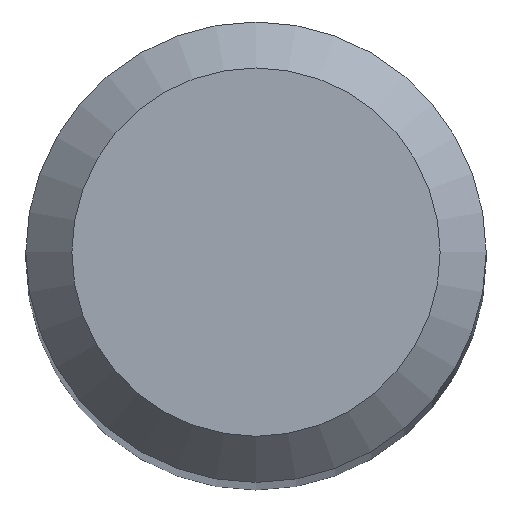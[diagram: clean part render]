
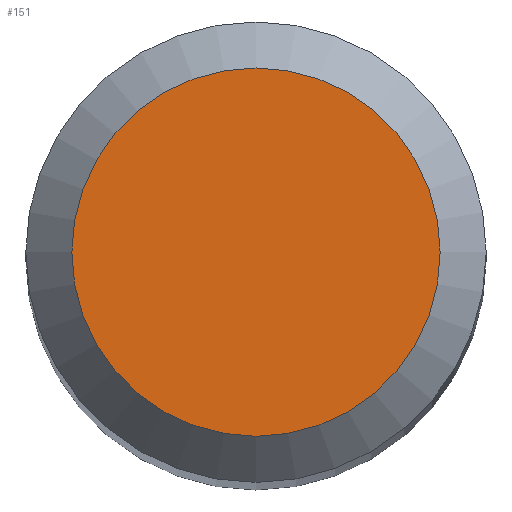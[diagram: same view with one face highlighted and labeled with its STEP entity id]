
A CAD part, top view. The second image highlights one B-rep face of the part: STEP entity #151.
In plain terms, the highlighted planar face has unit normal (0, 0, 1).
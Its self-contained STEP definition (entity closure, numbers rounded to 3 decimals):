
#14 = DIRECTION ( 'NONE',  ( 0., 0., 1. ) ) ;
#25 = EDGE_LOOP ( 'NONE', ( #178 ) ) ;
#38 = CARTESIAN_POINT ( 'NONE',  ( 1.2, 0., 38. ) ) ;
#42 = VERTEX_POINT ( 'NONE', #38 ) ;
#54 = DIRECTION ( 'NONE',  ( 0., 0., -1. ) ) ;
#69 = AXIS2_PLACEMENT_3D ( 'NONE', #97, #14, #245 ) ;
#77 = PLANE ( 'NONE',  #96 ) ;
#96 = AXIS2_PLACEMENT_3D ( 'NONE', #220, #54, #241 ) ;
#97 = CARTESIAN_POINT ( 'NONE',  ( 0., 0., 38. ) ) ;
#99 = EDGE_CURVE ( 'NONE', #42, #42, #158, .T. ) ;
#143 = FACE_OUTER_BOUND ( 'NONE', #25, .T. ) ;
#151 = ADVANCED_FACE ( 'NONE', ( #143 ), #77, .F. ) ;
#158 = CIRCLE ( 'NONE', #69, 1.2 ) ;
#178 = ORIENTED_EDGE ( 'NONE', *, *, #99, .T. ) ;
#220 = CARTESIAN_POINT ( 'NONE',  ( 0., 1.2, 38. ) ) ;
#241 = DIRECTION ( 'NONE',  ( -1., 0., 0. ) ) ;
#245 = DIRECTION ( 'NONE',  ( 1., 0., 0. ) ) ;
